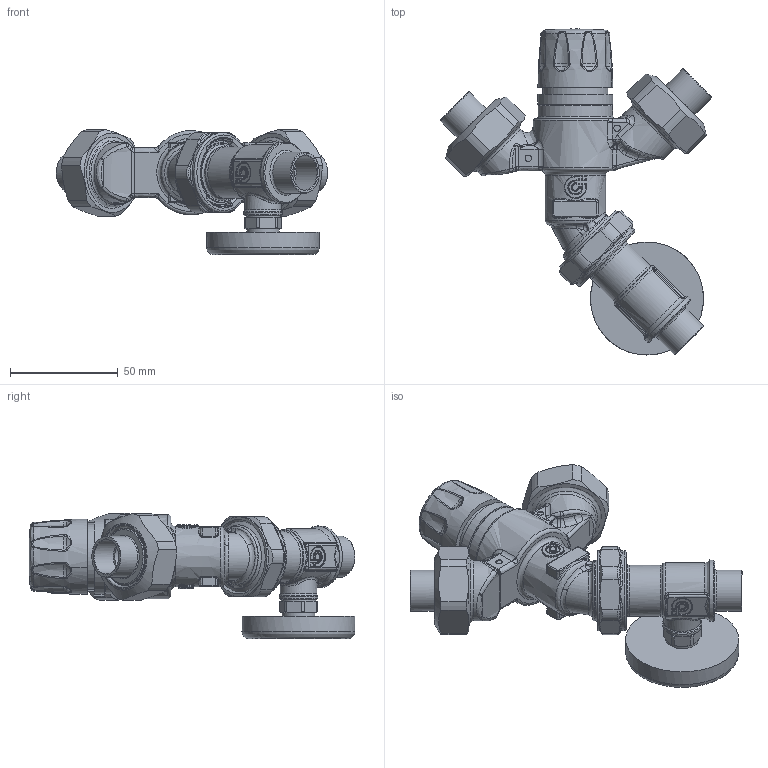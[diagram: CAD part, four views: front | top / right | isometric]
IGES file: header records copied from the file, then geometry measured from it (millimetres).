
Global section: file name: 520419A; native system: Autodesk Inventor 2024; preprocessor: unknown; author: ischreiner; date: 20250625.142903; units: inch
Bounding box: 125.61 x 150.94 x 57.97 mm (x, y, z)
Volume: 193135.3 mm3; surface area: 60016.1 mm2
Topology: 10 solids, 10 shells, 1438 faces, 3380 edges, 1870 vertices
Faces by surface type: bspline 1438
